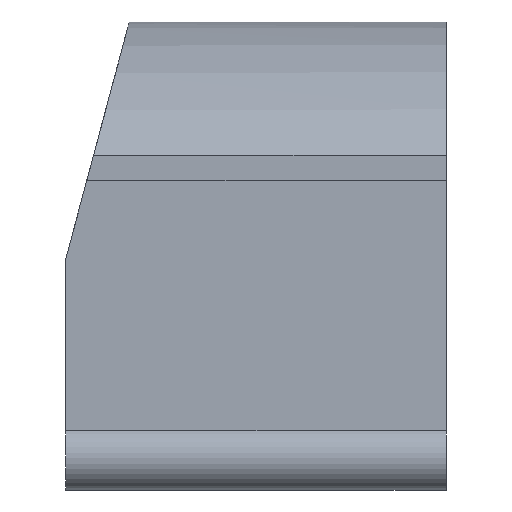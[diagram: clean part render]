
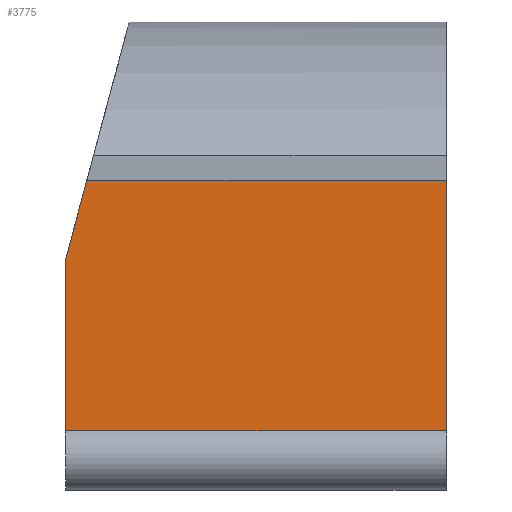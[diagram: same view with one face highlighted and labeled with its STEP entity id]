
A CAD part, left-side view. The second image highlights one B-rep face of the part: STEP entity #3775.
In plain terms, the highlighted planar face has unit normal (-1, 0, 0).
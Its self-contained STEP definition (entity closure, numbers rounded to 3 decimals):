
#262 = VERTEX_POINT('',#263);
#263 = CARTESIAN_POINT('',(-18.25,-2.,-12.518));
#270 = EDGE_CURVE('',#262,#271,#273,.T.);
#271 = VERTEX_POINT('',#272);
#272 = CARTESIAN_POINT('',(-18.25,-2.,3.25));
#273 = LINE('',#274,#275);
#274 = CARTESIAN_POINT('',(-18.25,-2.,-13.25));
#275 = VECTOR('',#276,1.);
#276 = DIRECTION('',(0.,0.,1.));
#682 = VERTEX_POINT('',#683);
#683 = CARTESIAN_POINT('',(-18.25,22.,-1.723));
#689 = EDGE_CURVE('',#682,#690,#692,.T.);
#690 = VERTEX_POINT('',#691);
#691 = CARTESIAN_POINT('',(-18.25,20.668,3.25));
#692 = LINE('',#693,#694);
#693 = CARTESIAN_POINT('',(-18.25,24.313,-10.354));
#694 = VECTOR('',#695,1.);
#695 = DIRECTION('',(0.,-0.259,0.966));
#3775 = ADVANCED_FACE('',(#3776),#3800,.F.);
#3776 = FACE_BOUND('',#3777,.F.);
#3777 = EDGE_LOOP('',(#3778,#3779,#3787,#3793,#3794));
#3778 = ORIENTED_EDGE('',*,*,#270,.F.);
#3779 = ORIENTED_EDGE('',*,*,#3780,.T.);
#3780 = EDGE_CURVE('',#262,#3781,#3783,.T.);
#3781 = VERTEX_POINT('',#3782);
#3782 = CARTESIAN_POINT('',(-18.25,22.,-12.518));
#3783 = LINE('',#3784,#3785);
#3784 = CARTESIAN_POINT('',(-18.25,22.,-12.518));
#3785 = VECTOR('',#3786,1.);
#3786 = DIRECTION('',(-0.,1.,0.));
#3787 = ORIENTED_EDGE('',*,*,#3788,.T.);
#3788 = EDGE_CURVE('',#3781,#682,#3789,.T.);
#3789 = LINE('',#3790,#3791);
#3790 = CARTESIAN_POINT('',(-18.25,22.,-13.25));
#3791 = VECTOR('',#3792,1.);
#3792 = DIRECTION('',(0.,0.,1.));
#3793 = ORIENTED_EDGE('',*,*,#689,.T.);
#3794 = ORIENTED_EDGE('',*,*,#3795,.F.);
#3795 = EDGE_CURVE('',#271,#690,#3796,.T.);
#3796 = LINE('',#3797,#3798);
#3797 = CARTESIAN_POINT('',(-18.25,-2.,3.25));
#3798 = VECTOR('',#3799,1.);
#3799 = DIRECTION('',(0.,1.,0.));
#3800 = PLANE('',#3801);
#3801 = AXIS2_PLACEMENT_3D('',#3802,#3803,#3804);
#3802 = CARTESIAN_POINT('',(-18.25,-2.,-13.25));
#3803 = DIRECTION('',(1.,0.,0.));
#3804 = DIRECTION('',(0.,0.,1.));
